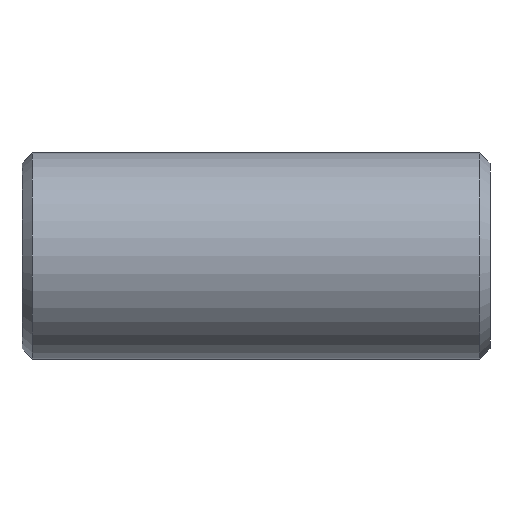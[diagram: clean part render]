
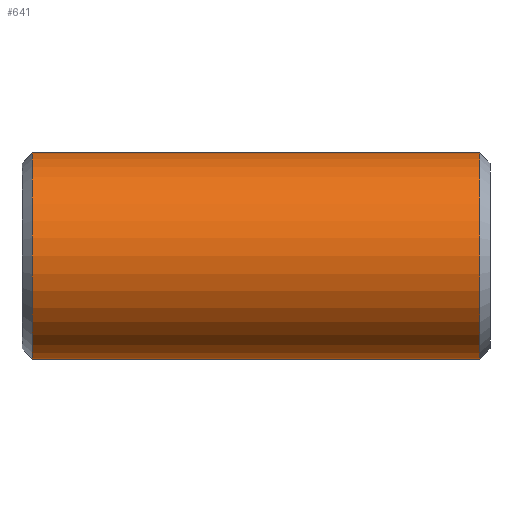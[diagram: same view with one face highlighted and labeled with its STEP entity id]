
A CAD part, front view. The second image highlights one B-rep face of the part: STEP entity #641.
In plain terms, the highlighted cylindrical face has radius 21.082 mm (diameter 42.164 mm), a partial arc.
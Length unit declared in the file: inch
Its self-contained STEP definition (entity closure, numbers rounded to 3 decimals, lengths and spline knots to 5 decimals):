
#9 = DIRECTION ( 'NONE',  ( 0., 0., -1. ) ) ;
#19 = ORIENTED_EDGE ( 'NONE', *, *, #132, .F. ) ;
#29 = VECTOR ( 'NONE', #625, 39.37008 ) ;
#58 = DIRECTION ( 'NONE',  ( -1., 0., 0. ) ) ;
#102 = EDGE_LOOP ( 'NONE', ( #19, #368, #687, #147 ) ) ;
#132 = EDGE_CURVE ( 'NONE', #485, #656, #637, .T. ) ;
#144 = VECTOR ( 'NONE', #354, 39.37008 ) ;
#146 = DIRECTION ( 'NONE',  ( 0., 0., 1. ) ) ;
#147 = ORIENTED_EDGE ( 'NONE', *, *, #299, .T. ) ;
#169 = LINE ( 'NONE', #395, #29 ) ;
#191 = VERTEX_POINT ( 'NONE', #642 ) ;
#228 = CARTESIAN_POINT ( 'NONE',  ( -1.79667, 0., 0. ) ) ;
#234 = CARTESIAN_POINT ( 'NONE',  ( 1.79667, 0., 0.83 ) ) ;
#245 = EDGE_CURVE ( 'NONE', #424, #191, #169, .T. ) ;
#263 = EDGE_CURVE ( 'NONE', #485, #424, #484, .T. ) ;
#287 = CARTESIAN_POINT ( 'NONE',  ( 1.79667, 0., 0. ) ) ;
#299 = EDGE_CURVE ( 'NONE', #191, #656, #665, .T. ) ;
#324 = CARTESIAN_POINT ( 'NONE',  ( 1.79667, 0., -0.83 ) ) ;
#329 = DIRECTION ( 'NONE',  ( 0., 0., 1. ) ) ;
#354 = DIRECTION ( 'NONE',  ( -1., 0., 0. ) ) ;
#368 = ORIENTED_EDGE ( 'NONE', *, *, #263, .T. ) ;
#383 = CYLINDRICAL_SURFACE ( 'NONE', #595, 0.83 ) ;
#395 = CARTESIAN_POINT ( 'NONE',  ( 1.88, 0., 0.83 ) ) ;
#424 = VERTEX_POINT ( 'NONE', #234 ) ;
#434 = DIRECTION ( 'NONE',  ( 1., 0., 0. ) ) ;
#453 = AXIS2_PLACEMENT_3D ( 'NONE', #287, #511, #9 ) ;
#484 = CIRCLE ( 'NONE', #453, 0.83 ) ;
#485 = VERTEX_POINT ( 'NONE', #324 ) ;
#511 = DIRECTION ( 'NONE',  ( -1., 0., 0. ) ) ;
#513 = CARTESIAN_POINT ( 'NONE',  ( -1.79667, 0., -0.83 ) ) ;
#595 = AXIS2_PLACEMENT_3D ( 'NONE', #721, #58, #329 ) ;
#625 = DIRECTION ( 'NONE',  ( -1., 0., 0. ) ) ;
#627 = FACE_OUTER_BOUND ( 'NONE', #102, .T. ) ;
#632 = CARTESIAN_POINT ( 'NONE',  ( 1.88, 0., -0.83 ) ) ;
#637 = LINE ( 'NONE', #632, #144 ) ;
#641 = ADVANCED_FACE ( 'NONE', ( #627 ), #383, .T. ) ;
#642 = CARTESIAN_POINT ( 'NONE',  ( -1.79667, 0., 0.83 ) ) ;
#656 = VERTEX_POINT ( 'NONE', #513 ) ;
#665 = CIRCLE ( 'NONE', #698, 0.83 ) ;
#687 = ORIENTED_EDGE ( 'NONE', *, *, #245, .T. ) ;
#698 = AXIS2_PLACEMENT_3D ( 'NONE', #228, #434, #146 ) ;
#721 = CARTESIAN_POINT ( 'NONE',  ( 1.88, 0., 0. ) ) ;
